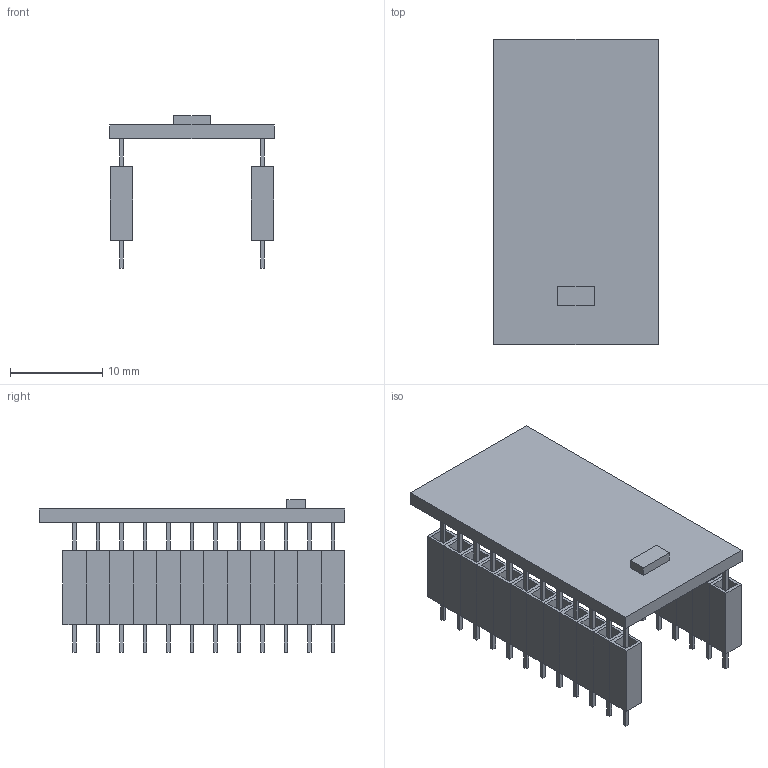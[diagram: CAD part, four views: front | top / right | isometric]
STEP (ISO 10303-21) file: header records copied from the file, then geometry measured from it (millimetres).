
FILE_DESCRIPTION(('FreeCAD Model'),'2;1');
FILE_NAME('Open CASCADE Shape Model','2024-03-05T00:53:07',( 'Remi Peuchot'),(''),'Open CASCADE STEP processor 7.5','FreeCAD', 'Unknown');
FILE_SCHEMA(('AUTOMOTIVE_DESIGN { 1 0 10303 214 1 1 1 1 }'));
Length unit declared in the file: millimetre
Products named in the file (6): LinkGroup; Group; Group013; Group014; Group027; Group028
Assembly tree (5 placements, depth 2):
  LinkGroup
    Group
    Group013
    Group014
    Group027
    Group028
Bounding box: 17.78 x 33.02 x 16.5 mm (x, y, z)
Volume: 1704.8 mm3; surface area: 3900.6 mm2
Topology: 27 solids, 27 shells, 495 faces, 1088 edges, 696 vertices
Faces by surface type: plane 495
Entity records: 16778 total; most frequent: CARTESIAN_POINT 2285, ORIENTED_EDGE 2176, DIRECTION 2090, EDGE_CURVE 1088, LINE 1088, VECTOR 1088, VERTEX_POINT 696, FACE_BOUND 544
